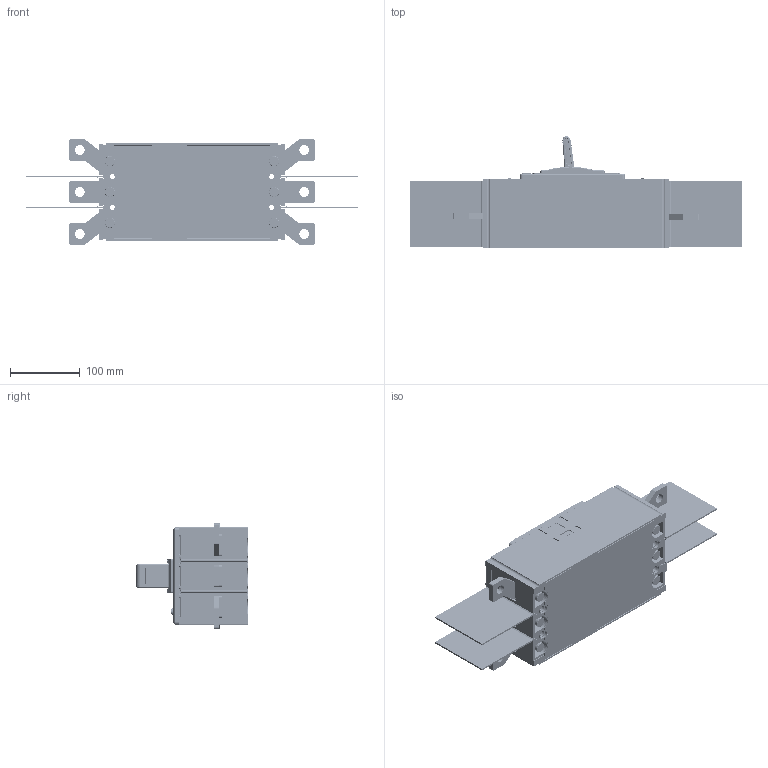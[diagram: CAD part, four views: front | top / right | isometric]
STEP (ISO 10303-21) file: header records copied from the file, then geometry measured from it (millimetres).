
FILE_DESCRIPTION((''),'2;1');
FILE_NAME('NXMLE-630-400-3P_ASM','2019-10-22T',('suyao'),(''),'PRO/ENGINEER BY PARAMETRIC TECHNOLOGY CORPORATION, 2007090','PRO/ENGINEER BY PARAMETRIC TECHNOLOGY CORPORATION, 2007090','');
FILE_SCHEMA(('CONFIG_CONTROL_DESIGN'));
Length unit declared in the file: millimetre
Products named in the file (118): BM4X12_GB809_SOLID_1-75611_1; BM4X12_GB809_SOLID_1-75612_1; MANIFOLD_SOLID_BREP_75613_1; 8ZTD-024-502_1; BM4X12_GB809_SOLID_1-75615_1; BM4X12_GB809_SOLID_1-75616_1; BM4X12_GB809_SOLID_1-75618_1; MANIFOLD_SOLID_BREP_75619_1; BM4X12_GB809_SOLID_1-75620_1; UNNAMED_SOLID_BODY_32628_1; MANIFOLD_SOLID_BREP_75626_1; UNNAMED_SOLID_BODY_32614_1; MANIFOLD_SOLID_BREP_75637_1; MANIFOLD_SOLID_BREP_75641_1; UNNAMED_SOLID_BODY_32605_1; MANIFOLD_SOLID_BREP_75649_1; 8-585-830_1; 8-585-825_SOLID_1-75719_1; 8ZTD-253-482_1; MANIFOLD_SOLID_BREP_75794_1; MANIFOLD_SOLID_BREP_75795_1; MANIFOLD_SOLID_BREP_75797_1; MANIFOLD_SOLID_BREP_75798_1; MANIFOLD_SOLID_BREP_75800_1; MANIFOLD_SOLID_BREP_75802_1; MANIFOLD_SOLID_BREP_75804_1; MANIFOLD_SOLID_BREP_75805_1; MANIFOLD_SOLID_BREP_75806_1; UNNAMED_SOLID_BODY_36023_1; MANIFOLD_SOLID_BREP_75808_1; MAO_1; 8-253-440_1; BREP_206-75838_1; BREP_206-75839_1; BREP_206-75840_1; MANIFOLD_SOLID_BREP_75841_1; BREP_206-75842_1; BREP_206-75843_1; MANIFOLD_SOLID_BREP_75844_1; MANIFOLD_SOLID_BREP_75845_1 ...
Assembly tree (131 placements, depth 4):
  NXMLE-630-400-3P_ASM
    123_ASM_1_ASM
      NXMLE-630_3P_2016_ASM_1_ASM
        BM4X12_GB809_SOLID_1-75611_1
        BM4X12_GB809_SOLID_1-75612_1
        MANIFOLD_SOLID_BREP_75613_1
        8ZTD-024-502_1
        BM4X12_GB809_SOLID_1-75615_1
        BM4X12_GB809_SOLID_1-75616_1
        BM4X12_GB809_SOLID_1-75618_1
        MANIFOLD_SOLID_BREP_75619_1
        BM4X12_GB809_SOLID_1-75620_1
        UNNAMED_SOLID_BODY_32628_1
        MANIFOLD_SOLID_BREP_75626_1
        UNNAMED_SOLID_BODY_32614_1
        MANIFOLD_SOLID_BREP_75637_1
        MANIFOLD_SOLID_BREP_75641_1
        UNNAMED_SOLID_BODY_32605_1
        MANIFOLD_SOLID_BREP_75649_1
        8-585-830_1
        8-585-825_SOLID_1-75719_1
        8ZTD-253-482_1
        MANIFOLD_SOLID_BREP_75794_1
        MANIFOLD_SOLID_BREP_75795_1
        MANIFOLD_SOLID_BREP_75797_1
        MANIFOLD_SOLID_BREP_75798_1
        MANIFOLD_SOLID_BREP_75800_1
        MANIFOLD_SOLID_BREP_75802_1
        MANIFOLD_SOLID_BREP_75804_1
        MANIFOLD_SOLID_BREP_75805_1
        MANIFOLD_SOLID_BREP_75806_1
        UNNAMED_SOLID_BODY_36023_1
        MANIFOLD_SOLID_BREP_75808_1
        MAO_1
        8-253-440_1
        BREP_206-75838_1
        BREP_206-75839_1
        BREP_206-75840_1
        MANIFOLD_SOLID_BREP_75841_1
        BREP_206-75842_1
        BREP_206-75843_1
        MANIFOLD_SOLID_BREP_75844_1
        MANIFOLD_SOLID_BREP_75845_1
        MANIFOLD_SOLID_BREP_75846_1
        8ZTD-742-1577_1
        BREP_17_1
        UNNAMED_SOLID_BODY_32422_1
        8ZTD-310-377_1
        MANIFOLD_SOLID_BREP_75851_1
        MANIFOLD_SOLID_BREP_75852_1
        8-253-441_1
        MANIFOLD_SOLID_BREP_75854_1
        MANIFOLD_SOLID_BREP_75855_1
        MANIFOLD_SOLID_BREP_75856_1
        MANIFOLD_SOLID_BREP_75857_1
        MANIFOLD_SOLID_BREP_75858_1
        MANIFOLD_SOLID_BREP_75859_1
        MANIFOLD_SOLID_BREP_75860_1
        MANIFOLD_SOLID_BREP_75861_1
        MANIFOLD_SOLID_BREP_75862_1
Bounding box: 475 x 159.62 x 150.5 mm (x, y, z)
Volume: 1567848.4 mm3; surface area: 847346.4 mm2
Topology: 137 solids, 140 shells, 6596 faces, 17496 edges, 11343 vertices
Faces by surface type: plane 3748, cylinder 1857, torus 399, cone 211, extrusion 177, bspline 113, sphere 91
Entity records: 212616 total; most frequent: CARTESIAN_POINT 52671, ORIENTED_EDGE 33186, DIRECTION 32821, EDGE_CURVE 16600, AXIS2_PLACEMENT_3D 11268, VERTEX_POINT 10867, VECTOR 10285, LINE 10108
